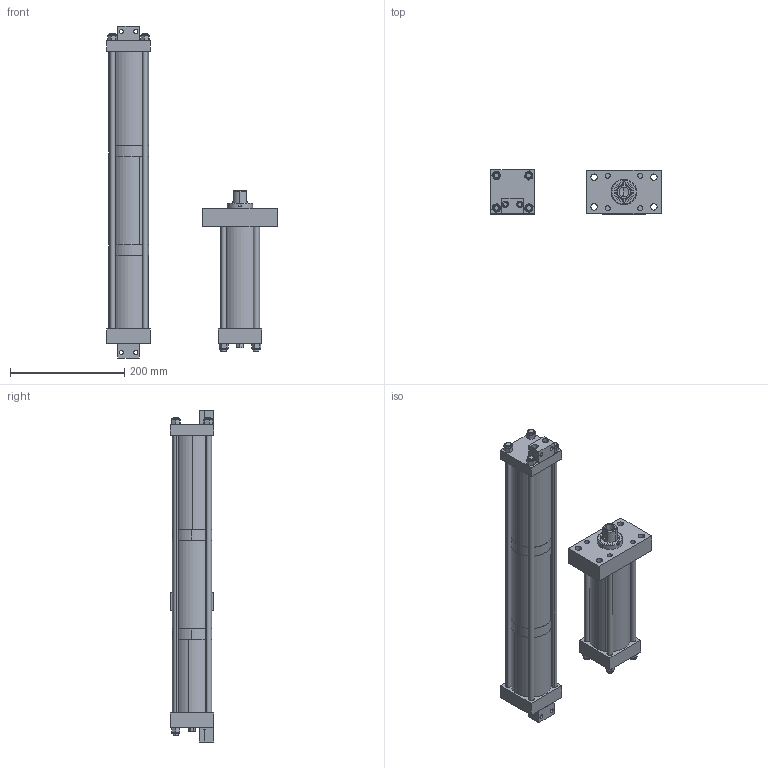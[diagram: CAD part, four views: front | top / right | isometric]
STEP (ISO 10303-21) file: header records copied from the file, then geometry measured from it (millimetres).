
FILE_DESCRIPTION (( 'STEP AP203' ), '1' );
FILE_NAME ('HPS-2-2.00-.25-FH.STEP', '2020-05-19T13:01:39', ( '' ), ( '' ), 'SwSTEP 2.0', 'SolidWorks 2018', '' );
FILE_SCHEMA (( 'CONFIG_CONTROL_DESIGN' ));
Length unit declared in the file: inch
Products named in the file (19): F0103.STEP; E0204.STEP; EI0205_2.0-.25.STEP; E0261_.25.STEP; E0101.STEP; NLN .375.STEP; E0260_2.0.STEP; G0210.STEP; HPS-2-2.00-.25-FH; 2_P5ON-S_PRT.STEP; HPS-2-2.00-.25-FH.STEP; E0263_2.0-.25.STEP; ES0214_.25.STEP; E0211_2.0.STEP; E0259.STEP; E0213.STEP; F0262.STEP; E0264.STEP; E02BRK.STEP
Assembly tree (33 placements, depth 3):
  HPS-2-2.00-.25-FH
    HPS-2-2.00-.25-FH.STEP
      E0263_2.0-.25.STEP  x4
      NLN .375.STEP  x8
      E0204.STEP
      E0259.STEP
      E0264.STEP
      ES0214_.25.STEP
      E0213.STEP
      E0260_2.0.STEP  x4
      E0211_2.0.STEP
      EI0205_2.0-.25.STEP
      G0210.STEP
      2_P5ON-S_PRT.STEP  x2
      E0261_.25.STEP
      E0101.STEP
      E02BRK.STEP  x2
      F0262.STEP
      F0103.STEP
Bounding box: 298.02 x 76.2 x 581.1 mm (x, y, z)
Volume: 1641057.4 mm3; surface area: 562845.6 mm2
Topology: 32 solids, 32 shells, 530 faces, 1210 edges, 795 vertices
Faces by surface type: cylinder 266, plane 218, cone 42, bspline 4
Entity records: 26739 total; most frequent: CARTESIAN_POINT 15964, DIRECTION 1867, ORIENTED_EDGE 1592, EDGE_CURVE 796, AXIS2_PLACEMENT_3D 767, VERTEX_POINT 521, EDGE_LOOP 461, CIRCLE 389
